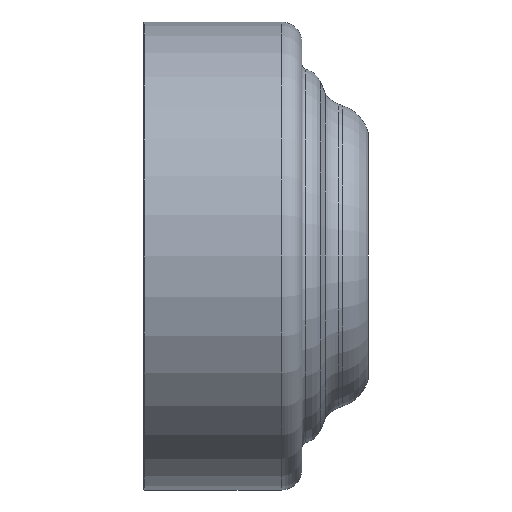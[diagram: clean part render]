
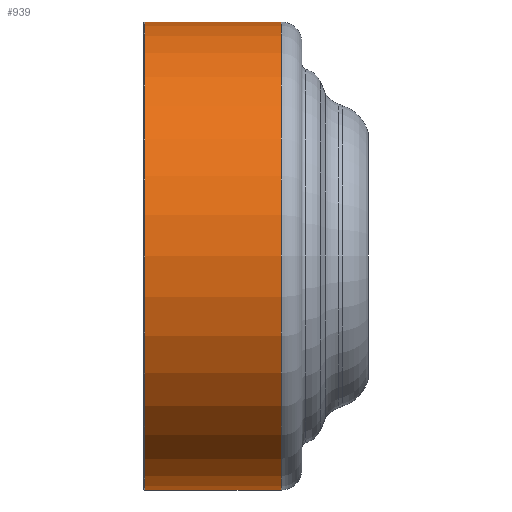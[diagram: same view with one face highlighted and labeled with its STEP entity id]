
A CAD part, front view. The second image highlights one B-rep face of the part: STEP entity #939.
In plain terms, the highlighted cylindrical face has radius 23.2 mm (diameter 46.4 mm), a partial arc.
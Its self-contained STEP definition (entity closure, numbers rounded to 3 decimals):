
#46 = DIRECTION ( 'NONE',  ( -1., 0., 0. ) ) ;
#76 = VERTEX_POINT ( 'NONE', #824 ) ;
#134 = VERTEX_POINT ( 'NONE', #712 ) ;
#176 = VECTOR ( 'NONE', #46, 1000. ) ;
#180 = LINE ( 'NONE', #1347, #176 ) ;
#202 = DIRECTION ( 'NONE',  ( 0., 0., 1. ) ) ;
#220 = VERTEX_POINT ( 'NONE', #376 ) ;
#359 = DIRECTION ( 'NONE',  ( 0., 0., -1. ) ) ;
#373 = AXIS2_PLACEMENT_3D ( 'NONE', #563, #995, #202 ) ;
#376 = CARTESIAN_POINT ( 'NONE',  ( -14.8, 0., 23.2 ) ) ;
#417 = VERTEX_POINT ( 'NONE', #571 ) ;
#534 = EDGE_LOOP ( 'NONE', ( #1226, #1004, #626, #535 ) ) ;
#535 = ORIENTED_EDGE ( 'NONE', *, *, #1519, .T. ) ;
#563 = CARTESIAN_POINT ( 'NONE',  ( -28.972, 0., 0. ) ) ;
#571 = CARTESIAN_POINT ( 'NONE',  ( -1.25, 0., -23.2 ) ) ;
#626 = ORIENTED_EDGE ( 'NONE', *, *, #1133, .T. ) ;
#627 = AXIS2_PLACEMENT_3D ( 'NONE', #1222, #1331, #654 ) ;
#634 = EDGE_CURVE ( 'NONE', #417, #134, #1293, .T. ) ;
#654 = DIRECTION ( 'NONE',  ( 0., 0., 1. ) ) ;
#712 = CARTESIAN_POINT ( 'NONE',  ( -1.25, 0., 23.2 ) ) ;
#724 = DIRECTION ( 'NONE',  ( 1., 0., 0. ) ) ;
#819 = AXIS2_PLACEMENT_3D ( 'NONE', #1289, #724, #359 ) ;
#824 = CARTESIAN_POINT ( 'NONE',  ( -14.8, 0., -23.2 ) ) ;
#893 = FACE_OUTER_BOUND ( 'NONE', #534, .T. ) ;
#939 = ADVANCED_FACE ( 'NONE', ( #893 ), #1234, .T. ) ;
#995 = DIRECTION ( 'NONE',  ( -1., 0., 0. ) ) ;
#1004 = ORIENTED_EDGE ( 'NONE', *, *, #634, .T. ) ;
#1096 = DIRECTION ( 'NONE',  ( -1., 0., 0. ) ) ;
#1133 = EDGE_CURVE ( 'NONE', #134, #220, #1183, .T. ) ;
#1183 = LINE ( 'NONE', #1341, #1496 ) ;
#1222 = CARTESIAN_POINT ( 'NONE',  ( -1.25, 0., 0. ) ) ;
#1226 = ORIENTED_EDGE ( 'NONE', *, *, #1299, .F. ) ;
#1234 = CYLINDRICAL_SURFACE ( 'NONE', #373, 23.2 ) ;
#1289 = CARTESIAN_POINT ( 'NONE',  ( -14.8, 0., 0. ) ) ;
#1293 = CIRCLE ( 'NONE', #627, 23.2 ) ;
#1299 = EDGE_CURVE ( 'NONE', #417, #76, #180, .T. ) ;
#1331 = DIRECTION ( 'NONE',  ( -1., 0., 0. ) ) ;
#1341 = CARTESIAN_POINT ( 'NONE',  ( -28.972, 0., 23.2 ) ) ;
#1347 = CARTESIAN_POINT ( 'NONE',  ( -28.972, 0., -23.2 ) ) ;
#1480 = CIRCLE ( 'NONE', #819, 23.2 ) ;
#1496 = VECTOR ( 'NONE', #1096, 1000. ) ;
#1519 = EDGE_CURVE ( 'NONE', #220, #76, #1480, .T. ) ;
